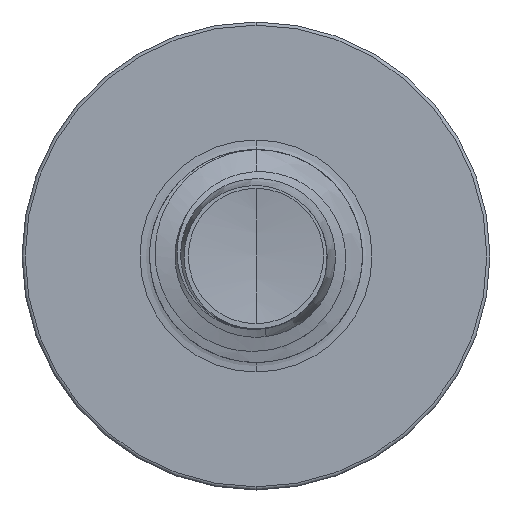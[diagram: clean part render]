
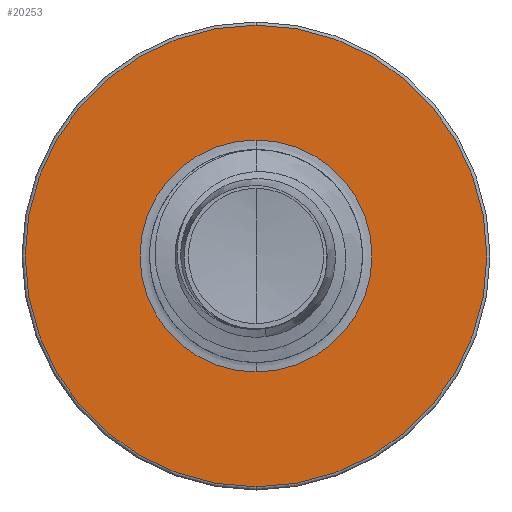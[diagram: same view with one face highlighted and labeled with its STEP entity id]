
A CAD part, front view. The second image highlights one B-rep face of the part: STEP entity #20253.
In plain terms, the highlighted planar face has unit normal (0, -1, 0).
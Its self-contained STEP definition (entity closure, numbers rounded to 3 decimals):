
#66 = DIRECTION ( 'NONE',  ( 0., 0., 1. ) ) ;
#108 = DIRECTION ( 'NONE',  ( 0., 1., 0. ) ) ;
#164 = CARTESIAN_POINT ( 'NONE',  ( 0., 7.5, 0. ) ) ;
#721 = CARTESIAN_POINT ( 'NONE',  ( 0., 7.5, -2.712 ) ) ;
#2398 = CARTESIAN_POINT ( 'NONE',  ( 0., 7.5, 1.363 ) ) ;
#2533 = DIRECTION ( 'NONE',  ( 0., 0., 1. ) ) ;
#2572 = DIRECTION ( 'NONE',  ( 0., 1., 0. ) ) ;
#2627 = CARTESIAN_POINT ( 'NONE',  ( 0., 7.5, 0. ) ) ;
#2763 = EDGE_LOOP ( 'NONE', ( #6217, #18349 ) ) ;
#2880 = VERTEX_POINT ( 'NONE', #10949 ) ;
#3644 = EDGE_CURVE ( 'NONE', #21285, #2880, #19960, .T. ) ;
#6217 = ORIENTED_EDGE ( 'NONE', *, *, #21543, .F. ) ;
#7480 = EDGE_LOOP ( 'NONE', ( #20975, #22623 ) ) ;
#7993 = EDGE_CURVE ( 'NONE', #18450, #20623, #11677, .T. ) ;
#10211 = DIRECTION ( 'NONE',  ( 0., 0., 1. ) ) ;
#10223 = CARTESIAN_POINT ( 'NONE',  ( 0., 7.5, 0. ) ) ;
#10237 = DIRECTION ( 'NONE',  ( 0., 1., 0. ) ) ;
#10250 = CARTESIAN_POINT ( 'NONE',  ( 0., 7.5, 0. ) ) ;
#10949 = CARTESIAN_POINT ( 'NONE',  ( 0., 7.5, 2.713 ) ) ;
#11291 = DIRECTION ( 'NONE',  ( 0., 0., 1. ) ) ;
#11406 = DIRECTION ( 'NONE',  ( 0., 1., 0. ) ) ;
#11677 = CIRCLE ( 'NONE', #21040, 1.363 ) ;
#12060 = PLANE ( 'NONE',  #21898 ) ;
#12519 = CARTESIAN_POINT ( 'NONE',  ( 0., 7.5, -1.363 ) ) ;
#13270 = FACE_BOUND ( 'NONE', #7480, .T. ) ;
#15011 = DIRECTION ( 'NONE',  ( 0., 0., 1. ) ) ;
#16110 = EDGE_CURVE ( 'NONE', #20623, #18450, #20984, .T. ) ;
#16448 = DIRECTION ( 'NONE',  ( 0., 1., 0. ) ) ;
#16790 = CARTESIAN_POINT ( 'NONE',  ( 0., 7.5, -1.363 ) ) ;
#18349 = ORIENTED_EDGE ( 'NONE', *, *, #3644, .F. ) ;
#18450 = VERTEX_POINT ( 'NONE', #16790 ) ;
#18807 = AXIS2_PLACEMENT_3D ( 'NONE', #10250, #10237, #10211 ) ;
#19960 = CIRCLE ( 'NONE', #21572, 2.713 ) ;
#20222 = AXIS2_PLACEMENT_3D ( 'NONE', #164, #108, #66 ) ;
#20253 = ADVANCED_FACE ( 'NONE', ( #22449, #13270 ), #12060, .F. ) ;
#20623 = VERTEX_POINT ( 'NONE', #2398 ) ;
#20975 = ORIENTED_EDGE ( 'NONE', *, *, #16110, .T. ) ;
#20984 = CIRCLE ( 'NONE', #18807, 1.363 ) ;
#21040 = AXIS2_PLACEMENT_3D ( 'NONE', #2627, #2572, #2533 ) ;
#21285 = VERTEX_POINT ( 'NONE', #721 ) ;
#21543 = EDGE_CURVE ( 'NONE', #2880, #21285, #22760, .T. ) ;
#21572 = AXIS2_PLACEMENT_3D ( 'NONE', #10223, #16448, #15011 ) ;
#21898 = AXIS2_PLACEMENT_3D ( 'NONE', #12519, #11406, #11291 ) ;
#22449 = FACE_OUTER_BOUND ( 'NONE', #2763, .T. ) ;
#22623 = ORIENTED_EDGE ( 'NONE', *, *, #7993, .T. ) ;
#22760 = CIRCLE ( 'NONE', #20222, 2.713 ) ;
